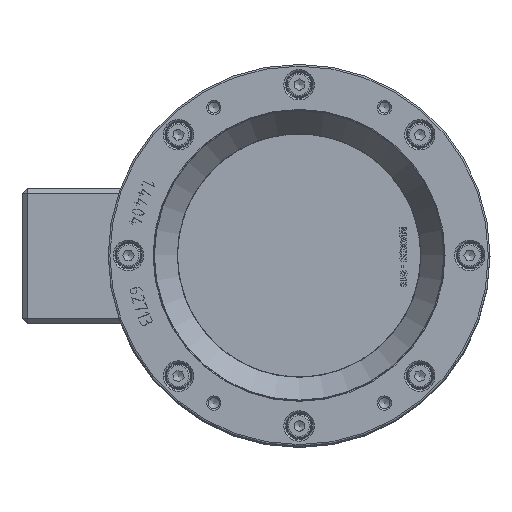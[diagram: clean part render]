
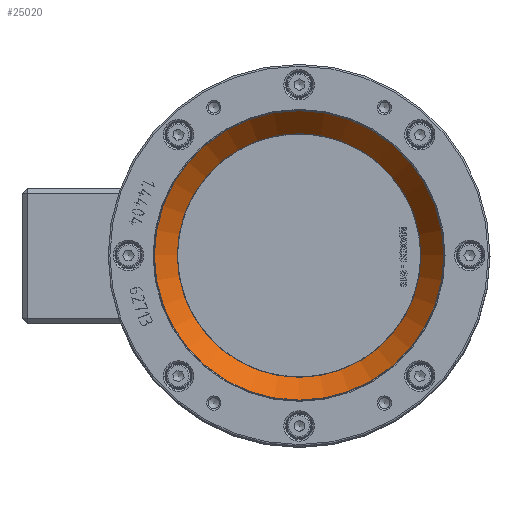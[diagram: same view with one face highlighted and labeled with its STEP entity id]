
A CAD part, top view. The second image highlights one B-rep face of the part: STEP entity #25020.
In plain terms, the highlighted conical face has half-angle 34.992 degrees and reference radius 39.5 mm.
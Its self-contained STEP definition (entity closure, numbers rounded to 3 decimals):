
#3126=FACE_OUTER_BOUND('',#4745,.T.);
#4745=EDGE_LOOP('',(#19501,#19502,#19503,#19504));
#6490=LINE('',#43134,#8152);
#8152=VECTOR('',#31917,39.5);
#9616=CIRCLE('',#27464,42.829);
#9617=CIRCLE('',#27467,36.054);
#11479=VERTEX_POINT('',#43127);
#11480=VERTEX_POINT('',#43133);
#14401=EDGE_CURVE('',#11479,#11479,#9616,.T.);
#14403=EDGE_CURVE('',#11479,#11480,#6490,.T.);
#14404=EDGE_CURVE('',#11480,#11480,#9617,.T.);
#19501=ORIENTED_EDGE('',*,*,#14401,.F.);
#19502=ORIENTED_EDGE('',*,*,#14403,.T.);
#19503=ORIENTED_EDGE('',*,*,#14404,.F.);
#19504=ORIENTED_EDGE('',*,*,#14403,.F.);
#24410=CONICAL_SURFACE('',#27466,39.5,0.611);
#25020=ADVANCED_FACE('',(#3126),#24410,.F.);
#27464=AXIS2_PLACEMENT_3D('',#43129,#31910,#31911);
#27466=AXIS2_PLACEMENT_3D('',#43132,#31915,#31916);
#27467=AXIS2_PLACEMENT_3D('',#43135,#31918,#31919);
#31910=DIRECTION('center_axis',(0.,0.,1.));
#31911=DIRECTION('ref_axis',(1.,0.,0.));
#31915=DIRECTION('center_axis',(0.,0.,-1.));
#31916=DIRECTION('ref_axis',(1.,0.,0.));
#31917=DIRECTION('',(0.573,0.,0.819));
#31918=DIRECTION('center_axis',(0.,0.,-1.));
#31919=DIRECTION('ref_axis',(1.,0.,0.));
#43127=CARTESIAN_POINT('',(-42.829,0.,0.244));
#43129=CARTESIAN_POINT('Origin',(0.,0.,0.244));
#43132=CARTESIAN_POINT('Origin',(0.,0.,5.));
#43133=CARTESIAN_POINT('',(-36.054,0.,9.923));
#43134=CARTESIAN_POINT('',(-39.5,0.,5.));
#43135=CARTESIAN_POINT('Origin',(0.,0.,9.923));
